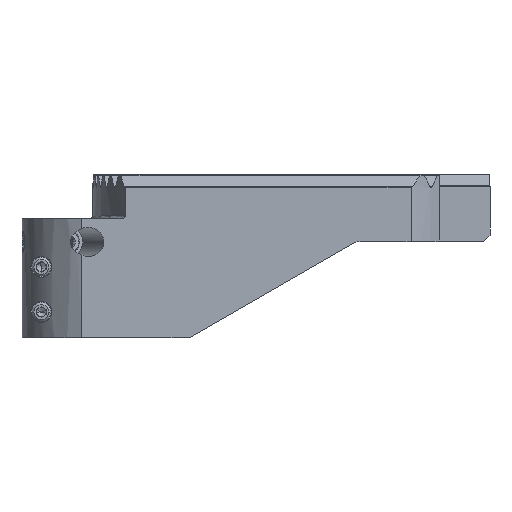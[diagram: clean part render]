
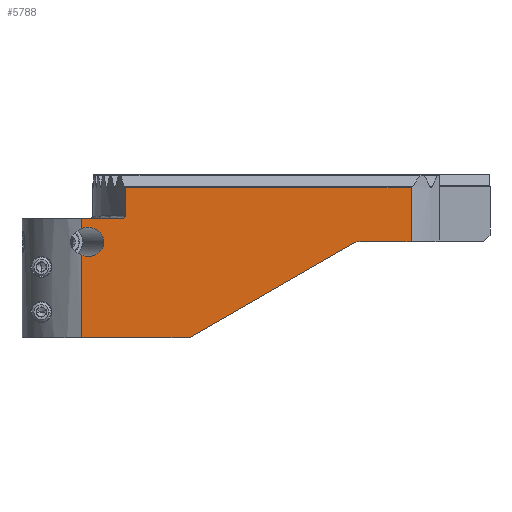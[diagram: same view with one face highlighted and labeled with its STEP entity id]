
A CAD part, front view. The second image highlights one B-rep face of the part: STEP entity #5788.
In plain terms, the highlighted planar face has unit normal (0, -1, 0).
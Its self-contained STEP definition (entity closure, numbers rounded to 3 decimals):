
#2440=EDGE_CURVE('NONE',#6592,#3324,#6938,.T.);
#2446=VERTEX_POINT('NONE',#6945);
#2492=EDGE_CURVE('NONE',#5298,#3718,#6995,.T.);
#2642=EDGE_CURVE('NONE',#5554,#4158,#7160,.T.);
#2740=EDGE_CURVE('NONE',#2446,#6592,#7272,.T.);
#2828=VERTEX_POINT('NONE',#7368);
#3006=EDGE_CURVE('NONE',#3718,#5554,#7560,.T.);
#3324=VERTEX_POINT('NONE',#7895);
#3586=VERTEX_POINT('NONE',#8177);
#3680=VERTEX_POINT('NONE',#8284);
#3718=VERTEX_POINT('NONE',#8326);
#3972=EDGE_CURVE('NONE',#2828,#6466,#8609,.T.);
#4090=EDGE_CURVE('NONE',#3324,#5298,#8735,.T.);
#4104=EDGE_CURVE('NONE',#4158,#3680,#8749,.T.);
#4156=EDGE_CURVE('NONE',#6466,#6364,#8809,.T.);
#4158=VERTEX_POINT('NONE',#8811);
#4646=VERTEX_POINT('NONE',#9345);
#5298=VERTEX_POINT('NONE',#10059);
#5554=VERTEX_POINT('NONE',#10334);
#5736=EDGE_CURVE('NONE',#4646,#3586,#10546,.T.);
#5788=ADVANCED_FACE('NONE',(#10598),#10599,.T.);
#5884=EDGE_CURVE('NONE',#3586,#2446,#10706,.T.);
#6060=EDGE_CURVE('NONE',#3680,#6364,#10900,.T.);
#6254=EDGE_CURVE('NONE',#2828,#4646,#11116,.T.);
#6364=VERTEX_POINT('NONE',#11243);
#6466=VERTEX_POINT('NONE',#11356);
#6592=VERTEX_POINT('NONE',#11495);
#6938=LINE('',#12036,#12037);
#6945=CARTESIAN_POINT('',(120.636,-36.36,47.102));
#6995=LINE('',#12118,#12119);
#7160=(B_SPLINE_CURVE(3,(#12379,#12380,#12381,#12382),.UNSPECIFIED.,.F.,.F.)B_SPLINE_CURVE_WITH_KNOTS((4,4),(1.136,3.142),.UNSPECIFIED.)RATIONAL_B_SPLINE_CURVE((1.0,0.692,0.692,1.0))BOUNDED_CURVE()REPRESENTATION_ITEM('')GEOMETRIC_REPRESENTATION_ITEM()CURVE());
#7272=LINE('',#12602,#12603);
#7368=CARTESIAN_POINT('',(102.34,-36.36,29.53));
#7560=LINE('',#13111,#13112);
#7895=CARTESIAN_POINT('',(31.967,-36.36,38.15));
#8177=CARTESIAN_POINT('',(120.636,-36.36,30.2));
#8284=CARTESIAN_POINT('',(18.5,-36.36,26.019));
#8326=CARTESIAN_POINT('',(18.5,-36.36,37.35));
#8609=LINE('',#15148,#15149);
#8735=B_SPLINE_CURVE_WITH_KNOTS('',3,(#15375,#15376,#15377,#15378,#15379,#15380,#15381,#15382,#15383,#15384),.UNSPECIFIED.,.F.,.F.,(4,2,2,2,4),(0.0,0.,0.001,0.001,0.001),.UNSPECIFIED.);
#8749=(B_SPLINE_CURVE(3,(#15412,#15413,#15414,#15415),.UNSPECIFIED.,.F.,.F.)B_SPLINE_CURVE_WITH_KNOTS((4,4),(3.142,5.147),.UNSPECIFIED.)RATIONAL_B_SPLINE_CURVE((1.0,0.692,0.692,1.0))BOUNDED_CURVE()REPRESENTATION_ITEM('')GEOMETRIC_REPRESENTATION_ITEM()CURVE());
#8809=LINE('',#15545,#15546);
#8811=CARTESIAN_POINT('',(25.398,-36.36,30.1));
#9345=CARTESIAN_POINT('',(104.84,-36.36,30.2));
#10059=CARTESIAN_POINT('',(31.036,-36.36,37.35));
#10334=CARTESIAN_POINT('',(18.5,-36.36,34.181));
#10546=LINE('',#18706,#18707);
#10598=FACE_OUTER_BOUND('',#18836,.T.);
#10599=PLANE('',#18837);
#10706=LINE('',#19083,#19084);
#10900=LINE('',#19402,#19403);
#11116=CIRCLE('',#19800,5.0);
#11243=CARTESIAN_POINT('',(18.5,-36.36,0.35));
#11356=CARTESIAN_POINT('',(51.798,-36.36,0.35));
#11495=CARTESIAN_POINT('',(31.967,-36.36,47.102));
#12036=CARTESIAN_POINT('',(31.967,-36.36,59.465));
#12037=VECTOR('',#20949,1000.0);
#12118=CARTESIAN_POINT('',(129.5,-36.36,37.35));
#12119=VECTOR('',#20995,1000.0);
#12379=CARTESIAN_POINT('',(18.5,-36.36,34.181));
#12380=CARTESIAN_POINT('',(22.075,-36.36,35.721));
#12381=CARTESIAN_POINT('',(25.398,-36.36,33.755));
#12382=CARTESIAN_POINT('',(25.398,-36.36,30.1));
#12602=CARTESIAN_POINT('',(129.5,-36.36,47.102));
#12603=VECTOR('',#21323,1000.0);
#13111=CARTESIAN_POINT('',(18.5,-36.36,51.1));
#13112=VECTOR('',#21592,1000.0);
#15148=CARTESIAN_POINT('',(132.05,-36.36,46.683));
#15149=VECTOR('',#22660,1000.0);
#15375=CARTESIAN_POINT('',(31.967,-36.36,38.15));
#15376=CARTESIAN_POINT('',(31.967,-36.36,38.035));
#15377=CARTESIAN_POINT('',(31.937,-36.36,37.923));
#15378=CARTESIAN_POINT('',(31.833,-36.36,37.723));
#15379=CARTESIAN_POINT('',(31.757,-36.36,37.634));
#15380=CARTESIAN_POINT('',(31.58,-36.36,37.493));
#15381=CARTESIAN_POINT('',(31.478,-36.36,37.439));
#15382=CARTESIAN_POINT('',(31.262,-36.36,37.368));
#15383=CARTESIAN_POINT('',(31.15,-36.36,37.35));
#15384=CARTESIAN_POINT('',(31.036,-36.36,37.35));
#15412=CARTESIAN_POINT('',(25.398,-36.36,30.1));
#15413=CARTESIAN_POINT('',(25.398,-36.36,26.445));
#15414=CARTESIAN_POINT('',(22.075,-36.36,24.479));
#15415=CARTESIAN_POINT('',(18.5,-36.36,26.019));
#15545=CARTESIAN_POINT('',(0.0,-36.36,0.35));
#15546=VECTOR('',#22843,1000.0);
#18706=CARTESIAN_POINT('',(104.84,-36.36,30.2));
#18707=VECTOR('',#24788,1000.0);
#18836=EDGE_LOOP('',(#24808,#24809,#24810,#24811,#24812,#24813,#24814,#24815,#24816,#24817,#24818,#24819,#24820));
#18837=AXIS2_PLACEMENT_3D('',#24821,#24822,#24823);
#19083=CARTESIAN_POINT('',(120.636,-36.36,57.675));
#19084=VECTOR('',#24920,1000.0);
#19402=CARTESIAN_POINT('',(18.5,-36.36,51.1));
#19403=VECTOR('',#25119,1000.0);
#19800=AXIS2_PLACEMENT_3D('',#25362,#25363,#25364);
#20949=DIRECTION('',(0.0,0.0,-1.0));
#20995=DIRECTION('',(-1.0,0.0,0.0));
#21323=DIRECTION('',(-1.0,0.0,0.0));
#21592=DIRECTION('',(0.,0.0,-1.0));
#22660=DIRECTION('',(-0.866,0.0,-0.5));
#22843=DIRECTION('',(-1.0,0.0,0.));
#24788=DIRECTION('',(1.0,0.0,0.0));
#24808=ORIENTED_EDGE('',*,*,#3006,.T.);
#24809=ORIENTED_EDGE('',*,*,#2642,.T.);
#24810=ORIENTED_EDGE('',*,*,#4104,.T.);
#24811=ORIENTED_EDGE('',*,*,#6060,.T.);
#24812=ORIENTED_EDGE('',*,*,#4156,.F.);
#24813=ORIENTED_EDGE('',*,*,#3972,.F.);
#24814=ORIENTED_EDGE('',*,*,#6254,.T.);
#24815=ORIENTED_EDGE('',*,*,#5736,.T.);
#24816=ORIENTED_EDGE('',*,*,#5884,.T.);
#24817=ORIENTED_EDGE('',*,*,#2740,.T.);
#24818=ORIENTED_EDGE('',*,*,#2440,.T.);
#24819=ORIENTED_EDGE('',*,*,#4090,.T.);
#24820=ORIENTED_EDGE('',*,*,#2492,.T.);
#24821=CARTESIAN_POINT('',(129.5,-36.36,51.1));
#24822=DIRECTION('',(0.0,-1.0,0.0));
#24823=DIRECTION('',(0.0,0.0,1.0));
#24920=DIRECTION('',(0.0,-0.0,1.0));
#25119=DIRECTION('',(0.,0.0,-1.0));
#25362=CARTESIAN_POINT('',(104.84,-36.36,25.2));
#25363=DIRECTION('',(-0.0,1.0,0.0));
#25364=DIRECTION('',(1.0,0.0,0.0));
